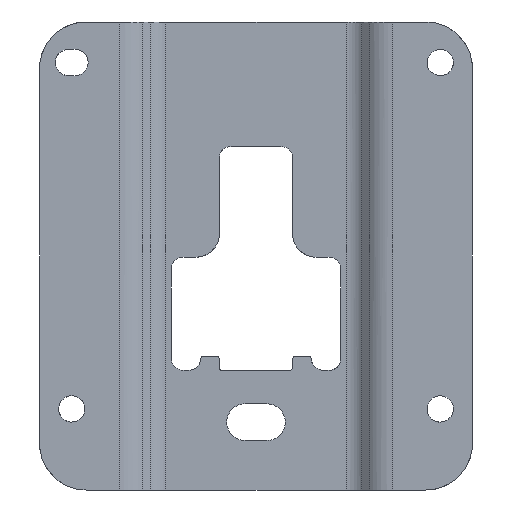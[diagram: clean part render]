
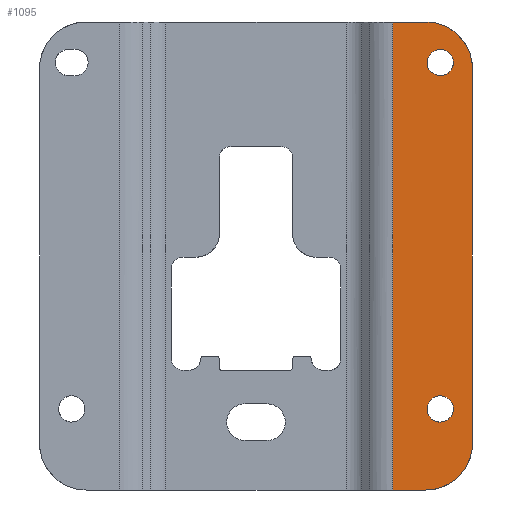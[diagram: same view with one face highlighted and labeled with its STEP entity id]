
A CAD part, front view. The second image highlights one B-rep face of the part: STEP entity #1095.
In plain terms, the highlighted free-form (B-spline) face has degree [1, 1] with [2, 2] control points.
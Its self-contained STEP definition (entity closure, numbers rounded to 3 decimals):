
#950 = VERTEX_POINT('',#951);
#951 = CARTESIAN_POINT('',(41.157,-6.357,
    70.527));
#986 = VERTEX_POINT('',#987);
#987 = CARTESIAN_POINT('',(41.157,-6.357,
    -70.527));
#1009 = EDGE_CURVE('',#986,#950,#1010,.T.);
#1010 = B_SPLINE_CURVE_WITH_KNOTS('',1,(#1011,#1012),.UNSPECIFIED.,.F.,
  .F.,(2,2),(-127.,0.),.PIECEWISE_BEZIER_KNOTS.);
#1011 = CARTESIAN_POINT('',(41.157,-6.357,
    -70.527));
#1012 = CARTESIAN_POINT('',(41.157,-6.357,
    70.527));
#1051 = VERTEX_POINT('',#1052);
#1052 = CARTESIAN_POINT('',(51.132,-6.357,
    -70.527));
#1057 = EDGE_CURVE('',#986,#1051,#1058,.T.);
#1058 = B_SPLINE_CURVE_WITH_KNOTS('',1,(#1059,#1060),.UNSPECIFIED.,.F.,
  .F.,(2,2),(35.264,44.245),.PIECEWISE_BEZIER_KNOTS.);
#1059 = CARTESIAN_POINT('',(41.157,-6.357,
    -70.527));
#1060 = CARTESIAN_POINT('',(51.132,-6.357,
    -70.527));
#1071 = EDGE_CURVE('',#1072,#950,#1074,.T.);
#1072 = VERTEX_POINT('',#1073);
#1073 = CARTESIAN_POINT('',(51.132,-6.357,
    70.527));
#1074 = B_SPLINE_CURVE_WITH_KNOTS('',1,(#1075,#1076),.UNSPECIFIED.,.F.,
  .F.,(2,2),(-44.245,-35.264),.PIECEWISE_BEZIER_KNOTS.);
#1075 = CARTESIAN_POINT('',(51.132,-6.357,
    70.527));
#1076 = CARTESIAN_POINT('',(41.157,-6.357,
    70.527));
#1095 = ADVANCED_FACE('',(#1096,#1110,#1124),#1150,.F.);
#1096 = FACE_BOUND('',#1097,.T.);
#1097 = EDGE_LOOP('',(#1098));
#1098 = ORIENTED_EDGE('',*,*,#1099,.F.);
#1099 = EDGE_CURVE('',#1100,#1100,#1102,.T.);
#1100 = VERTEX_POINT('',#1101);
#1101 = CARTESIAN_POINT('',(55.533,-6.357,
    -50.06));
#1102 = ( BOUNDED_CURVE() B_SPLINE_CURVE(2,(#1103,#1104,#1105,#1106,
#1107,#1108,#1109),.UNSPECIFIED.,.T.,.F.) B_SPLINE_CURVE_WITH_KNOTS((1,2
    ,2,2,2,1),(-2.094,0.,2.094,4.189,
6.283,8.378),.UNSPECIFIED.) CURVE() 
GEOMETRIC_REPRESENTATION_ITEM() RATIONAL_B_SPLINE_CURVE((1.,0.5,1.,0.5,
1.,0.5,1.)) REPRESENTATION_ITEM('') );
#1103 = CARTESIAN_POINT('',(55.533,-6.357,
    -50.06));
#1104 = CARTESIAN_POINT('',(62.405,-6.357,
    -50.06));
#1105 = CARTESIAN_POINT('',(58.969,-6.357,
    -44.109));
#1106 = CARTESIAN_POINT('',(55.533,-6.357,
    -38.158));
#1107 = CARTESIAN_POINT('',(52.098,-6.357,
    -44.109));
#1108 = CARTESIAN_POINT('',(48.662,-6.357,
    -50.06));
#1109 = CARTESIAN_POINT('',(55.533,-6.357,
    -50.06));
#1110 = FACE_BOUND('',#1111,.T.);
#1111 = EDGE_LOOP('',(#1112));
#1112 = ORIENTED_EDGE('',*,*,#1113,.F.);
#1113 = EDGE_CURVE('',#1114,#1114,#1116,.T.);
#1114 = VERTEX_POINT('',#1115);
#1115 = CARTESIAN_POINT('',(55.533,-6.357,
    54.343));
#1116 = ( BOUNDED_CURVE() B_SPLINE_CURVE(2,(#1117,#1118,#1119,#1120,
#1121,#1122,#1123),.UNSPECIFIED.,.T.,.F.) B_SPLINE_CURVE_WITH_KNOTS((1,2
    ,2,2,2,1),(-2.094,0.,2.094,4.189,
6.283,8.378),.UNSPECIFIED.) CURVE() 
GEOMETRIC_REPRESENTATION_ITEM() RATIONAL_B_SPLINE_CURVE((1.,0.5,1.,0.5,
1.,0.5,1.)) REPRESENTATION_ITEM('') );
#1117 = CARTESIAN_POINT('',(55.533,-6.357,
    54.343));
#1118 = CARTESIAN_POINT('',(62.405,-6.357,
    54.343));
#1119 = CARTESIAN_POINT('',(58.969,-6.357,
    60.294));
#1120 = CARTESIAN_POINT('',(55.533,-6.357,
    66.244));
#1121 = CARTESIAN_POINT('',(52.098,-6.357,
    60.294));
#1122 = CARTESIAN_POINT('',(48.662,-6.357,
    54.343));
#1123 = CARTESIAN_POINT('',(55.533,-6.357,
    54.343));
#1124 = FACE_BOUND('',#1125,.T.);
#1125 = EDGE_LOOP('',(#1126,#1127,#1135,#1142,#1148,#1149));
#1126 = ORIENTED_EDGE('',*,*,#1057,.T.);
#1127 = ORIENTED_EDGE('',*,*,#1128,.T.);
#1128 = EDGE_CURVE('',#1051,#1129,#1131,.T.);
#1129 = VERTEX_POINT('',#1130);
#1130 = CARTESIAN_POINT('',(65.237,-6.357,
    -56.422));
#1131 = ( BOUNDED_CURVE() B_SPLINE_CURVE(2,(#1132,#1133,#1134),
.UNSPECIFIED.,.F.,.F.) B_SPLINE_CURVE_WITH_KNOTS((3,3),(1.571,
3.142),.PIECEWISE_BEZIER_KNOTS.) CURVE() 
GEOMETRIC_REPRESENTATION_ITEM() RATIONAL_B_SPLINE_CURVE((1.,
0.707,1.)) REPRESENTATION_ITEM('') );
#1132 = CARTESIAN_POINT('',(51.132,-6.357,
    -70.527));
#1133 = CARTESIAN_POINT('',(65.237,-6.357,
    -70.527));
#1134 = CARTESIAN_POINT('',(65.237,-6.357,
    -56.422));
#1135 = ORIENTED_EDGE('',*,*,#1136,.T.);
#1136 = EDGE_CURVE('',#1129,#1137,#1139,.T.);
#1137 = VERTEX_POINT('',#1138);
#1138 = CARTESIAN_POINT('',(65.237,-6.357,
    56.422));
#1139 = B_SPLINE_CURVE_WITH_KNOTS('',1,(#1140,#1141),.UNSPECIFIED.,.F.,
  .F.,(2,2),(-50.8,50.8),.PIECEWISE_BEZIER_KNOTS.);
#1140 = CARTESIAN_POINT('',(65.237,-6.357,
    -56.422));
#1141 = CARTESIAN_POINT('',(65.237,-6.357,
    56.422));
#1142 = ORIENTED_EDGE('',*,*,#1143,.T.);
#1143 = EDGE_CURVE('',#1137,#1072,#1144,.T.);
#1144 = ( BOUNDED_CURVE() B_SPLINE_CURVE(2,(#1145,#1146,#1147),
.UNSPECIFIED.,.F.,.F.) B_SPLINE_CURVE_WITH_KNOTS((3,3),(3.142,
4.712),.PIECEWISE_BEZIER_KNOTS.) CURVE() 
GEOMETRIC_REPRESENTATION_ITEM() RATIONAL_B_SPLINE_CURVE((1.,
0.707,1.)) REPRESENTATION_ITEM('') );
#1145 = CARTESIAN_POINT('',(65.237,-6.357,
    56.422));
#1146 = CARTESIAN_POINT('',(65.237,-6.357,
    70.527));
#1147 = CARTESIAN_POINT('',(51.132,-6.357,
    70.527));
#1148 = ORIENTED_EDGE('',*,*,#1071,.T.);
#1149 = ORIENTED_EDGE('',*,*,#1009,.F.);
#1150 = B_SPLINE_SURFACE_WITH_KNOTS('',1,1,(
    (#1151,#1152)
    ,(#1153,#1154
    )),.UNSPECIFIED.,.F.,.F.,.F.,(2,2),(2,2),(-56.945,
    -35.264),(-63.5,63.5),.PIECEWISE_BEZIER_KNOTS.);
#1151 = CARTESIAN_POINT('',(65.237,-6.357,
    -70.527));
#1152 = CARTESIAN_POINT('',(65.237,-6.357,
    70.527));
#1153 = CARTESIAN_POINT('',(41.157,-6.357,
    -70.527));
#1154 = CARTESIAN_POINT('',(41.157,-6.357,
    70.527));
